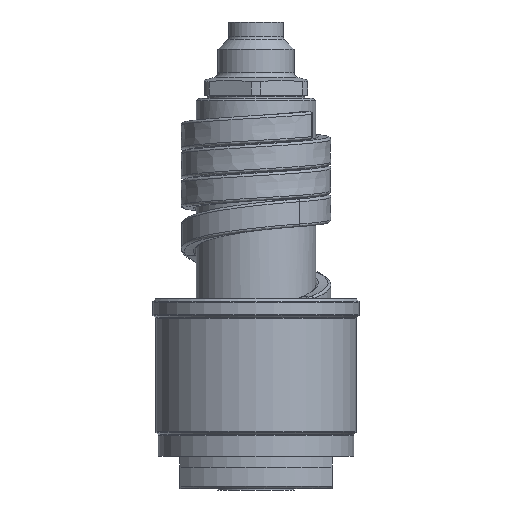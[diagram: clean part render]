
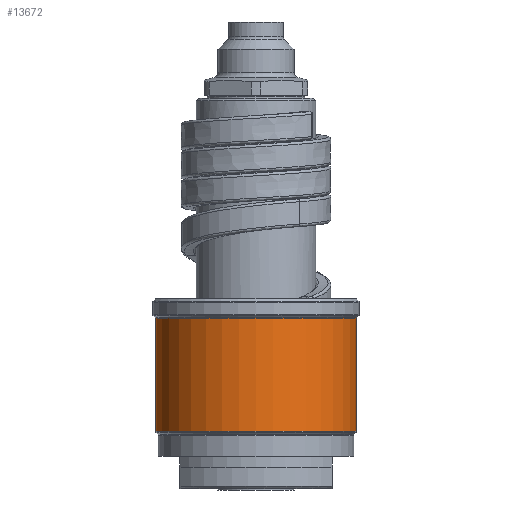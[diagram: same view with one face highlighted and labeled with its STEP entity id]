
A CAD part, front view. The second image highlights one B-rep face of the part: STEP entity #13672.
In plain terms, the highlighted cylindrical face has radius 18.5 mm (diameter 37 mm), a partial arc.
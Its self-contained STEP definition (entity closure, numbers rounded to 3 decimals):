
#5103=CARTESIAN_POINT('',(0.,0.,10.583));
#5104=DIRECTION('',(0.,0.,1.));
#5105=DIRECTION('',(-1.,0.,0.));
#5106=AXIS2_PLACEMENT_3D('',#5103,#5104,#5105);
#5108=DIRECTION('',(0.,0.,-1.));
#5109=VECTOR('',#5108,20.834);
#5110=CARTESIAN_POINT('',(-18.5,0.,31.417));
#5111=LINE('',#5110,#5109);
#5112=CARTESIAN_POINT('',(0.,0.,31.417));
#5113=DIRECTION('',(0.,0.,1.));
#5114=DIRECTION('',(-1.,0.,0.));
#5115=AXIS2_PLACEMENT_3D('',#5112,#5113,#5114);
#5117=DIRECTION('',(0.,0.,-1.));
#5118=VECTOR('',#5117,20.834);
#5119=CARTESIAN_POINT('',(18.5,0.,31.417));
#5120=LINE('',#5119,#5118);
#5445=CARTESIAN_POINT('',(18.5,0.,31.417));
#5446=CARTESIAN_POINT('',(-18.5,0.,31.417));
#5447=VERTEX_POINT('',#5445);
#5448=VERTEX_POINT('',#5446);
#5471=CARTESIAN_POINT('',(18.5,0.,10.583));
#5472=VERTEX_POINT('',#5471);
#5473=CARTESIAN_POINT('',(-18.5,0.,10.583));
#5474=VERTEX_POINT('',#5473);
#13660=CARTESIAN_POINT('',(0.,0.,8.75));
#13661=DIRECTION('',(0.,0.,1.));
#13662=DIRECTION('',(-1.,0.,0.));
#13663=AXIS2_PLACEMENT_3D('',#13660,#13661,#13662);
#13664=CYLINDRICAL_SURFACE('',#13663,18.5);
#13665=ORIENTED_EDGE('',*,*,#11889,.F.);
#13666=ORIENTED_EDGE('',*,*,#11870,.F.);
#13668=ORIENTED_EDGE('',*,*,#13667,.T.);
#13669=ORIENTED_EDGE('',*,*,#11866,.T.);
#13670=EDGE_LOOP('',(#13665,#13666,#13668,#13669));
#13671=FACE_OUTER_BOUND('',#13670,.F.);
#5107=CIRCLE('',#5106,18.5);
#5116=CIRCLE('',#5115,18.5);
#11866=EDGE_CURVE('',#5447,#5472,#5120,.T.);
#11870=EDGE_CURVE('',#5448,#5474,#5111,.T.);
#11889=EDGE_CURVE('',#5474,#5472,#5107,.T.);
#13667=EDGE_CURVE('',#5448,#5447,#5116,.T.);
#13672=ADVANCED_FACE('',(#13671),#13664,.T.);
